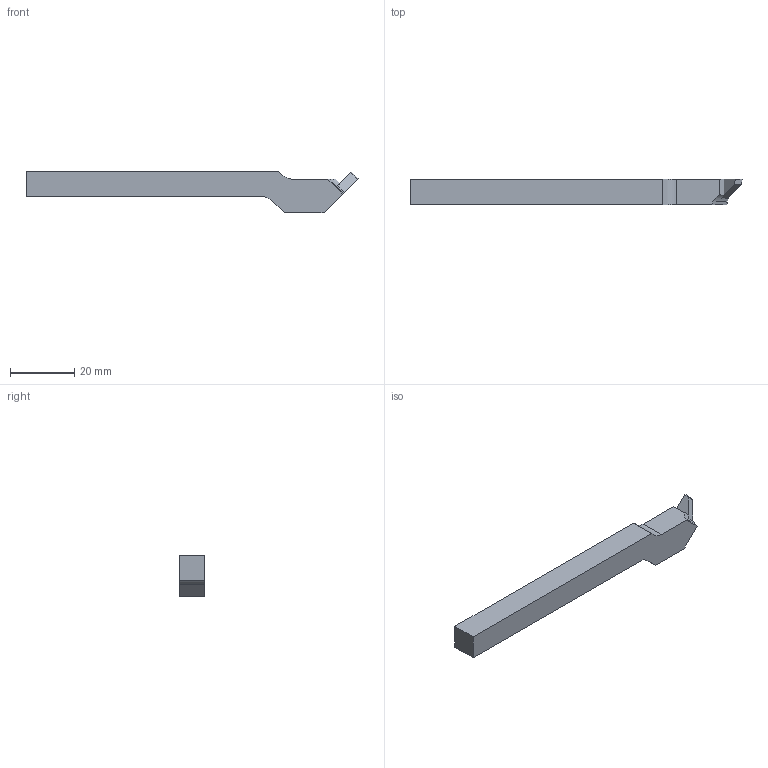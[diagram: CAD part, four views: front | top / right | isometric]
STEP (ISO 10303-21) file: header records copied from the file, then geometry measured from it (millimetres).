
FILE_DESCRIPTION (( 'STEP AP214' ), '1' );
FILE_NAME ('CUT-416-01-15.step', '2021-04-09T13:55:40', ( '' ), ( '' ), 'SwSTEP 2.0', 'SolidWorks 2020', '' );
FILE_SCHEMA (( 'AUTOMOTIVE_DESIGN' ));
Length unit declared in the file: millimetre
Products named in the file (3): CUT-416_15; CUT-Vorlage 1600_1600 Vorlage ; CUT-416-01-15
Assembly tree (2 placements, depth 2):
  CUT-416-01-15
    CUT-416_15
    CUT-Vorlage 1600_1600 Vorlage 
Bounding box: 103.54 x 8 x 13.02 mm (x, y, z)
Volume: 6620.5 mm3; surface area: 3634.2 mm2
Topology: 2 solids, 2 shells, 42 faces, 104 edges, 67 vertices
Faces by surface type: plane 27, cylinder 8, torus 5, cone 2
Full cylindrical faces by diameter (mm): 2.9 x1, 3.1 x1
Entity records: 1303 total; most frequent: CARTESIAN_POINT 215, DIRECTION 209, ORIENTED_EDGE 190, EDGE_CURVE 95, VECTOR 71, LINE 71, AXIS2_PLACEMENT_3D 69, VERTEX_POINT 67
